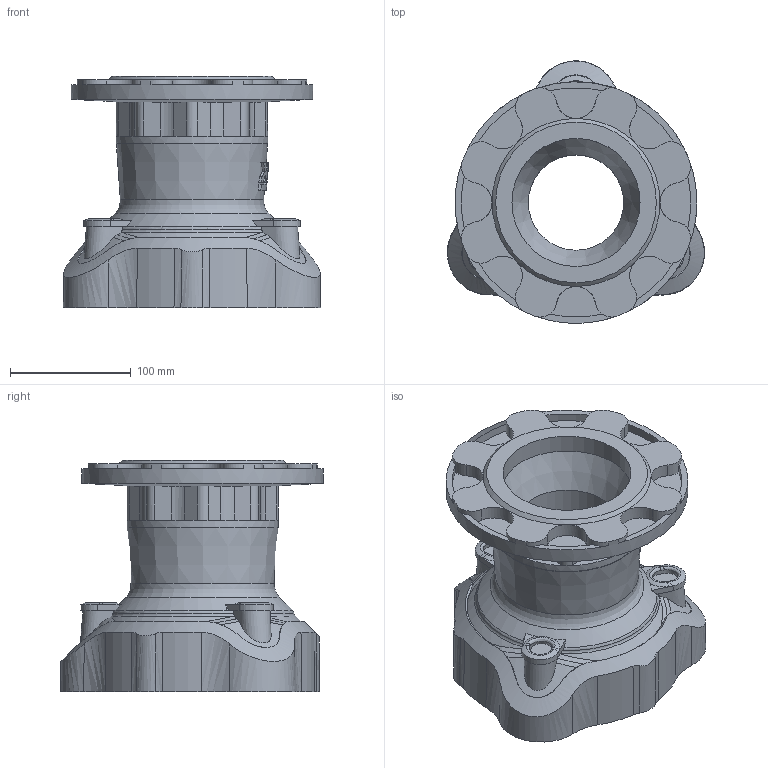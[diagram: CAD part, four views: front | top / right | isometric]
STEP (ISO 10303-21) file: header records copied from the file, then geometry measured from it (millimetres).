
FILE_DESCRIPTION (( 'STEP AP203' ), '1' );
FILE_NAME ('O_633_00_DN80_AA0_step.step', '2016-05-17T08:10:14', ( 'Windows User' ), ( 'AVK' ), 'SwSTEP 2.0', 'SolidWorks 2012', '' );
FILE_SCHEMA (( 'CONFIG_CONTROL_DESIGN' ));
Length unit declared in the file: millimetre
Products named in the file (1): O_633_00_DN80_AA0_step
Bounding box: 212.87 x 217.42 x 191.39 mm (x, y, z)
Volume: 2442728.2 mm3; surface area: 239313.7 mm2
Topology: 1 solids, 1 shells, 280 faces, 784 edges, 509 vertices
Faces by surface type: plane 103, bspline 82, cylinder 64, cone 17, torus 14
Full cylindrical faces by diameter (mm): 79 x1, 106 x2, 125.136 x1, 200 x1
Entity records: 16273 total; most frequent: CARTESIAN_POINT 9920, ORIENTED_EDGE 1510, DIRECTION 1085, EDGE_CURVE 755, VERTEX_POINT 499, AXIS2_PLACEMENT_3D 449, EDGE_LOOP 302, FACE_OUTER_BOUND 290
